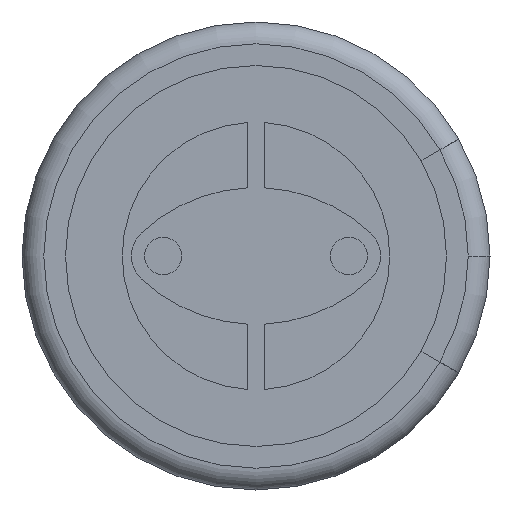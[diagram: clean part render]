
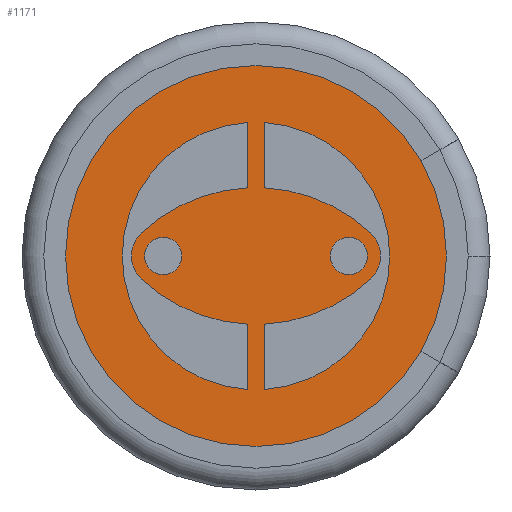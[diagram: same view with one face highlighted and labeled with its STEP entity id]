
A CAD part, front view. The second image highlights one B-rep face of the part: STEP entity #1171.
In plain terms, the highlighted planar face has unit normal (0, -1, 0).
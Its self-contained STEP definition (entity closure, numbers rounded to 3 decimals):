
#63 = DIRECTION ( 'NONE',  ( -1., 0., 0. ) ) ;
#86 = EDGE_CURVE ( 'NONE', #859, #192, #2416, .T. ) ;
#101 = DIRECTION ( 'NONE',  ( 1., 0., 0. ) ) ;
#121 = DIRECTION ( 'NONE',  ( 0., 0., -1. ) ) ;
#151 = DIRECTION ( 'NONE',  ( 0., 1., 0. ) ) ;
#156 = DIRECTION ( 'NONE',  ( 0., -1., 0. ) ) ;
#192 = VERTEX_POINT ( 'NONE', #1681 ) ;
#193 = VERTEX_POINT ( 'NONE', #844 ) ;
#200 = VERTEX_POINT ( 'NONE', #493 ) ;
#248 = DIRECTION ( 'NONE',  ( 0., 1., 0. ) ) ;
#281 = DIRECTION ( 'NONE',  ( 0., 1., 0. ) ) ;
#289 = LINE ( 'NONE', #913, #356 ) ;
#327 = CIRCLE ( 'NONE', #1373, 2.564 ) ;
#356 = VECTOR ( 'NONE', #121, 1000. ) ;
#369 = DIRECTION ( 'NONE',  ( 0., -1., 0. ) ) ;
#418 = VERTEX_POINT ( 'NONE', #1550 ) ;
#422 = VERTEX_POINT ( 'NONE', #749 ) ;
#423 = CIRCLE ( 'NONE', #2205, 2.564 ) ;
#446 = EDGE_CURVE ( 'NONE', #1238, #193, #664, .T. ) ;
#484 = CIRCLE ( 'NONE', #1098, 2.25 ) ;
#493 = CARTESIAN_POINT ( 'NONE',  ( 0.113, 0.6, 1.796 ) ) ;
#520 = CARTESIAN_POINT ( 'NONE',  ( 0., 0.6, -1.33 ) ) ;
#528 = DIRECTION ( 'NONE',  ( 0., -1., 0. ) ) ;
#534 = ORIENTED_EDGE ( 'NONE', *, *, #1763, .F. ) ;
#559 = CARTESIAN_POINT ( 'NONE',  ( -1.25, 0.6, 0. ) ) ;
#570 = CARTESIAN_POINT ( 'NONE',  ( -1.541, 0.6, -0.31 ) ) ;
#573 = ORIENTED_EDGE ( 'NONE', *, *, #446, .F. ) ;
#607 = AXIS2_PLACEMENT_3D ( 'NONE', #848, #1867, #2289 ) ;
#642 = EDGE_LOOP ( 'NONE', ( #1626, #1340 ) ) ;
#664 = LINE ( 'NONE', #1359, #1200 ) ;
#671 = ORIENTED_EDGE ( 'NONE', *, *, #1203, .T. ) ;
#697 = DIRECTION ( 'NONE',  ( -1., 0., 0. ) ) ;
#702 = CARTESIAN_POINT ( 'NONE',  ( -0.113, 0.6, 0.917 ) ) ;
#726 = CARTESIAN_POINT ( 'NONE',  ( 2.564, 0.6, 0. ) ) ;
#729 = CARTESIAN_POINT ( 'NONE',  ( 0.113, 0.6, -0.917 ) ) ;
#748 = CIRCLE ( 'NONE', #607, 1.8 ) ;
#749 = CARTESIAN_POINT ( 'NONE',  ( 0.113, 0.6, -1.796 ) ) ;
#776 = VECTOR ( 'NONE', #2531, 1000. ) ;
#780 = AXIS2_PLACEMENT_3D ( 'NONE', #1095, #156, #697 ) ;
#811 = EDGE_CURVE ( 'NONE', #859, #2170, #2503, .T. ) ;
#822 = EDGE_CURVE ( 'NONE', #422, #200, #1351, .T. ) ;
#844 = CARTESIAN_POINT ( 'NONE',  ( -0.112, 0.6, 1.796 ) ) ;
#848 = CARTESIAN_POINT ( 'NONE',  ( 0., 0.6, 0. ) ) ;
#854 = PLANE ( 'NONE',  #1076 ) ;
#859 = VERTEX_POINT ( 'NONE', #570 ) ;
#874 = CARTESIAN_POINT ( 'NONE',  ( -0.113, 0.6, -1.796 ) ) ;
#905 = CARTESIAN_POINT ( 'NONE',  ( 0., 0.6, 0. ) ) ;
#913 = CARTESIAN_POINT ( 'NONE',  ( 0.113, 0.6, 0. ) ) ;
#965 = LINE ( 'NONE', #1632, #2437 ) ;
#970 = CARTESIAN_POINT ( 'NONE',  ( -0.113, 0.6, -0.917 ) ) ;
#1059 = AXIS2_PLACEMENT_3D ( 'NONE', #559, #1941, #1752 ) ;
#1076 = AXIS2_PLACEMENT_3D ( 'NONE', #1248, #281, #63 ) ;
#1095 = CARTESIAN_POINT ( 'NONE',  ( 0., 0.6, 1.33 ) ) ;
#1098 = AXIS2_PLACEMENT_3D ( 'NONE', #2432, #2213, #2230 ) ;
#1107 = ORIENTED_EDGE ( 'NONE', *, *, #2529, .F. ) ;
#1127 = FACE_BOUND ( 'NONE', #1746, .T. ) ;
#1131 = DIRECTION ( 'NONE',  ( -1., 0., 0. ) ) ;
#1171 = ADVANCED_FACE ( 'NONE', ( #2156, #1197, #1127 ), #854, .F. ) ;
#1174 = EDGE_CURVE ( 'NONE', #1392, #1444, #1250, .T. ) ;
#1191 = AXIS2_PLACEMENT_3D ( 'NONE', #905, #2339, #2329 ) ;
#1197 = FACE_OUTER_BOUND ( 'NONE', #642, .T. ) ;
#1200 = VECTOR ( 'NONE', #1560, 1000. ) ;
#1203 = EDGE_CURVE ( 'NONE', #1887, #193, #748, .T. ) ;
#1224 = CIRCLE ( 'NONE', #1384, 0.425 ) ;
#1238 = VERTEX_POINT ( 'NONE', #702 ) ;
#1248 = CARTESIAN_POINT ( 'NONE',  ( 0., 0.6, 0. ) ) ;
#1250 = CIRCLE ( 'NONE', #2096, 2.25 ) ;
#1257 = CARTESIAN_POINT ( 'NONE',  ( 0., 0.6, 0. ) ) ;
#1283 = LINE ( 'NONE', #2130, #776 ) ;
#1296 = DIRECTION ( 'NONE',  ( 1., 0., 0. ) ) ;
#1318 = DIRECTION ( 'NONE',  ( -1., 0., 0. ) ) ;
#1340 = ORIENTED_EDGE ( 'NONE', *, *, #2501, .T. ) ;
#1351 = CIRCLE ( 'NONE', #1191, 1.8 ) ;
#1359 = CARTESIAN_POINT ( 'NONE',  ( -0.113, 0.6, 0. ) ) ;
#1373 = AXIS2_PLACEMENT_3D ( 'NONE', #1257, #1678, #101 ) ;
#1379 = VERTEX_POINT ( 'NONE', #1468 ) ;
#1384 = AXIS2_PLACEMENT_3D ( 'NONE', #2373, #369, #1131 ) ;
#1388 = ORIENTED_EDGE ( 'NONE', *, *, #811, .T. ) ;
#1392 = VERTEX_POINT ( 'NONE', #2110 ) ;
#1444 = VERTEX_POINT ( 'NONE', #729 ) ;
#1468 = CARTESIAN_POINT ( 'NONE',  ( 0.113, 0.6, 0.917 ) ) ;
#1495 = EDGE_CURVE ( 'NONE', #1392, #418, #1224, .T. ) ;
#1550 = CARTESIAN_POINT ( 'NONE',  ( 1.541, 0.6, 0.31 ) ) ;
#1552 = ORIENTED_EDGE ( 'NONE', *, *, #1495, .T. ) ;
#1560 = DIRECTION ( 'NONE',  ( 0., 0., 1. ) ) ;
#1626 = ORIENTED_EDGE ( 'NONE', *, *, #2388, .T. ) ;
#1632 = CARTESIAN_POINT ( 'NONE',  ( -0.113, 0.6, 0. ) ) ;
#1657 = EDGE_LOOP ( 'NONE', ( #1835, #1552, #2610, #2034, #1998, #2173 ) ) ;
#1678 = DIRECTION ( 'NONE',  ( 0., -1., 0. ) ) ;
#1681 = CARTESIAN_POINT ( 'NONE',  ( -1.541, 0.6, 0.31 ) ) ;
#1746 = EDGE_LOOP ( 'NONE', ( #2131, #1388, #534, #671, #573, #1107 ) ) ;
#1752 = DIRECTION ( 'NONE',  ( -1., 0., 0. ) ) ;
#1763 = EDGE_CURVE ( 'NONE', #1887, #2170, #965, .T. ) ;
#1835 = ORIENTED_EDGE ( 'NONE', *, *, #1174, .F. ) ;
#1858 = DIRECTION ( 'NONE',  ( -1., 0., 0. ) ) ;
#1867 = DIRECTION ( 'NONE',  ( 0., 1., 0. ) ) ;
#1887 = VERTEX_POINT ( 'NONE', #874 ) ;
#1913 = VERTEX_POINT ( 'NONE', #2122 ) ;
#1932 = CARTESIAN_POINT ( 'NONE',  ( 0., 0.6, 0. ) ) ;
#1941 = DIRECTION ( 'NONE',  ( 0., 1., 0. ) ) ;
#1951 = EDGE_CURVE ( 'NONE', #200, #1379, #1283, .T. ) ;
#1998 = ORIENTED_EDGE ( 'NONE', *, *, #822, .F. ) ;
#2010 = VERTEX_POINT ( 'NONE', #726 ) ;
#2034 = ORIENTED_EDGE ( 'NONE', *, *, #1951, .F. ) ;
#2094 = EDGE_CURVE ( 'NONE', #418, #1379, #484, .T. ) ;
#2096 = AXIS2_PLACEMENT_3D ( 'NONE', #2279, #248, #1858 ) ;
#2110 = CARTESIAN_POINT ( 'NONE',  ( 1.541, 0.6, -0.31 ) ) ;
#2122 = CARTESIAN_POINT ( 'NONE',  ( -2.564, 0.6, 0. ) ) ;
#2130 = CARTESIAN_POINT ( 'NONE',  ( 0.113, 0.6, 0. ) ) ;
#2131 = ORIENTED_EDGE ( 'NONE', *, *, #86, .F. ) ;
#2156 = FACE_BOUND ( 'NONE', #1657, .T. ) ;
#2170 = VERTEX_POINT ( 'NONE', #970 ) ;
#2173 = ORIENTED_EDGE ( 'NONE', *, *, #2545, .F. ) ;
#2205 = AXIS2_PLACEMENT_3D ( 'NONE', #1932, #528, #1296 ) ;
#2213 = DIRECTION ( 'NONE',  ( 0., -1., 0. ) ) ;
#2230 = DIRECTION ( 'NONE',  ( -1., 0., 0. ) ) ;
#2243 = DIRECTION ( 'NONE',  ( 0., 0., 1. ) ) ;
#2279 = CARTESIAN_POINT ( 'NONE',  ( 0., 0.6, 1.33 ) ) ;
#2289 = DIRECTION ( 'NONE',  ( -1., 0., 0. ) ) ;
#2329 = DIRECTION ( 'NONE',  ( -1., 0., 0. ) ) ;
#2339 = DIRECTION ( 'NONE',  ( 0., -1., 0. ) ) ;
#2373 = CARTESIAN_POINT ( 'NONE',  ( 1.25, 0.6, 0. ) ) ;
#2388 = EDGE_CURVE ( 'NONE', #2010, #1913, #327, .T. ) ;
#2416 = CIRCLE ( 'NONE', #1059, 0.425 ) ;
#2432 = CARTESIAN_POINT ( 'NONE',  ( 0., 0.6, -1.33 ) ) ;
#2437 = VECTOR ( 'NONE', #2243, 1000. ) ;
#2464 = CIRCLE ( 'NONE', #2520, 2.25 ) ;
#2501 = EDGE_CURVE ( 'NONE', #1913, #2010, #423, .T. ) ;
#2503 = CIRCLE ( 'NONE', #780, 2.25 ) ;
#2520 = AXIS2_PLACEMENT_3D ( 'NONE', #520, #151, #1318 ) ;
#2529 = EDGE_CURVE ( 'NONE', #192, #1238, #2464, .T. ) ;
#2531 = DIRECTION ( 'NONE',  ( 0., 0., -1. ) ) ;
#2545 = EDGE_CURVE ( 'NONE', #1444, #422, #289, .T. ) ;
#2610 = ORIENTED_EDGE ( 'NONE', *, *, #2094, .T. ) ;
